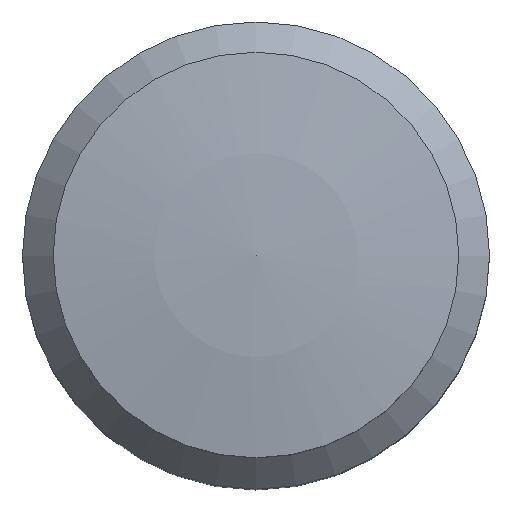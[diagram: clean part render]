
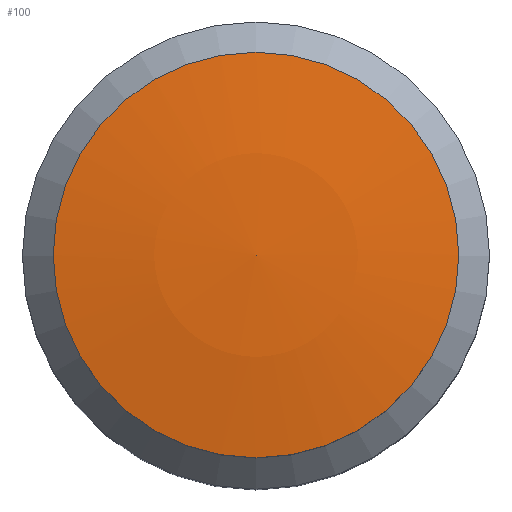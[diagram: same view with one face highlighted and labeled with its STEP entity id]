
A CAD part, top view. The second image highlights one B-rep face of the part: STEP entity #100.
In plain terms, the highlighted spherical face has radius 7.862 mm.
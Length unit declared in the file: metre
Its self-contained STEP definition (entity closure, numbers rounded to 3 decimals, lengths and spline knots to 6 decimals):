
#12=SPHERICAL_SURFACE('',#130,0.007863);
#31=ORIENTED_EDGE('',*,*,#40,.T.);
#40=EDGE_CURVE('',#48,#48,#56,.T.);
#48=VERTEX_POINT('',#187);
#56=CIRCLE('',#126,0.00125);
#71=EDGE_LOOP('',(#31));
#87=FACE_BOUND('',#71,.T.);
#100=ADVANCED_FACE('',(#87),#12,.T.);
#126=AXIS2_PLACEMENT_3D('',#186,#156,#157);
#130=AXIS2_PLACEMENT_3D('',#192,#164,#165);
#156=DIRECTION('',(0.,0.,1.));
#157=DIRECTION('',(1.,0.,0.));
#164=DIRECTION('',(0.,0.,1.));
#165=DIRECTION('',(1.,0.,0.));
#186=CARTESIAN_POINT('',(0.,0.,0.005));
#187=CARTESIAN_POINT('',(0.00125,0.,0.005));
#192=CARTESIAN_POINT('',(0.,0.,-0.002763));
